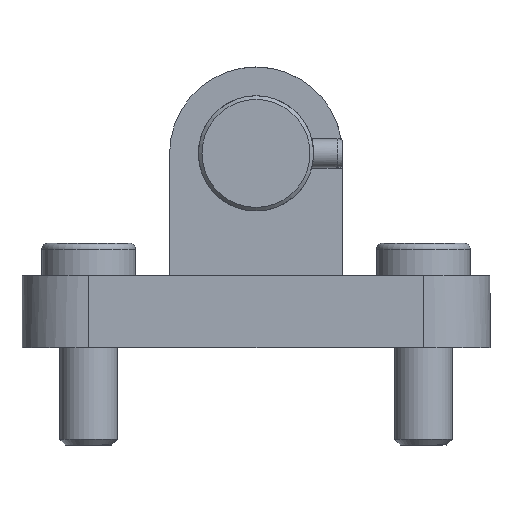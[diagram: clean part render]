
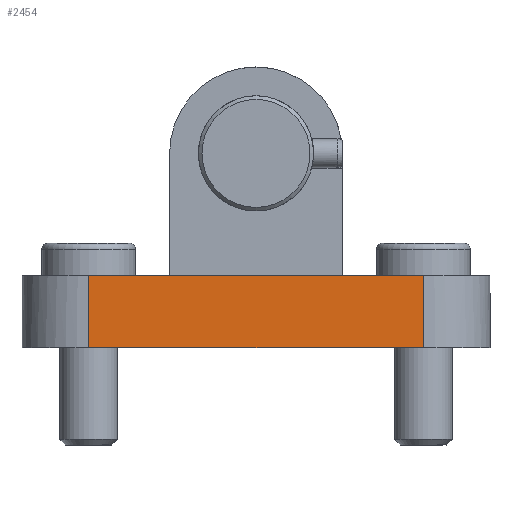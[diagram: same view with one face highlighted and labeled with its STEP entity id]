
A CAD part, left-side view. The second image highlights one B-rep face of the part: STEP entity #2454.
In plain terms, the highlighted planar face has unit normal (-1, 0, 0).
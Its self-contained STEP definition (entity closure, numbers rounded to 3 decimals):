
#134=LINE('',#3944,#289);
#168=LINE('',#4054,#323);
#195=LINE('',#4147,#350);
#196=LINE('',#4149,#351);
#289=VECTOR('',#3171,46.5);
#323=VECTOR('',#3283,46.5);
#350=VECTOR('',#3392,10.);
#351=VECTOR('',#3395,10.);
#635=FACE_OUTER_BOUND('',#853,.T.);
#853=EDGE_LOOP('',(#2077,#2078,#2079,#2080));
#1126=VERTEX_POINT('',#3941);
#1127=VERTEX_POINT('',#3943);
#1163=VERTEX_POINT('',#4051);
#1164=VERTEX_POINT('',#4053);
#1391=EDGE_CURVE('',#1127,#1126,#134,.T.);
#1446=EDGE_CURVE('',#1164,#1163,#168,.T.);
#1487=EDGE_CURVE('',#1163,#1127,#195,.T.);
#1488=EDGE_CURVE('',#1164,#1126,#196,.T.);
#2077=ORIENTED_EDGE('',*,*,#1391,.T.);
#2078=ORIENTED_EDGE('',*,*,#1488,.F.);
#2079=ORIENTED_EDGE('',*,*,#1446,.T.);
#2080=ORIENTED_EDGE('',*,*,#1487,.T.);
#2164=PLANE('',#2717);
#2454=ADVANCED_FACE('',(#635),#2164,.T.);
#2717=AXIS2_PLACEMENT_3D('',#4148,#3393,#3394);
#3171=DIRECTION('',(0.,-1.,0.));
#3283=DIRECTION('',(0.,1.,0.));
#3392=DIRECTION('',(0.,0.,-1.));
#3393=DIRECTION('center_axis',(-1.,0.,0.));
#3394=DIRECTION('ref_axis',(0.,0.,1.));
#3395=DIRECTION('',(0.,0.,-1.));
#3941=CARTESIAN_POINT('',(-32.5,-23.25,0.));
#3943=CARTESIAN_POINT('',(-32.5,23.25,0.));
#3944=CARTESIAN_POINT('',(-32.5,11.625,0.));
#4051=CARTESIAN_POINT('',(-32.5,23.25,10.));
#4053=CARTESIAN_POINT('',(-32.5,-23.25,10.));
#4054=CARTESIAN_POINT('',(-32.5,-23.25,10.));
#4147=CARTESIAN_POINT('',(-32.5,23.25,10.));
#4148=CARTESIAN_POINT('Origin',(-32.5,23.25,10.));
#4149=CARTESIAN_POINT('',(-32.5,-23.25,10.));
